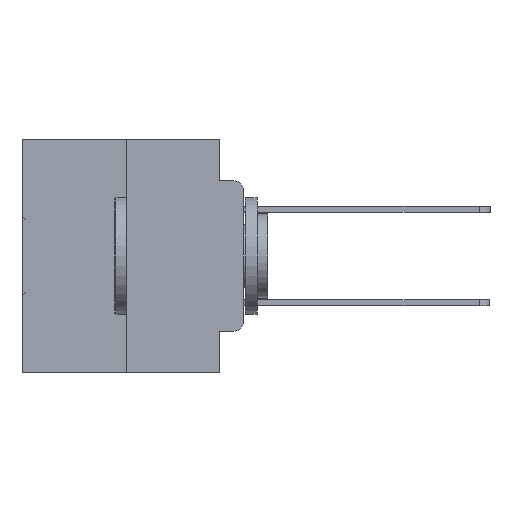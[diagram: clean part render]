
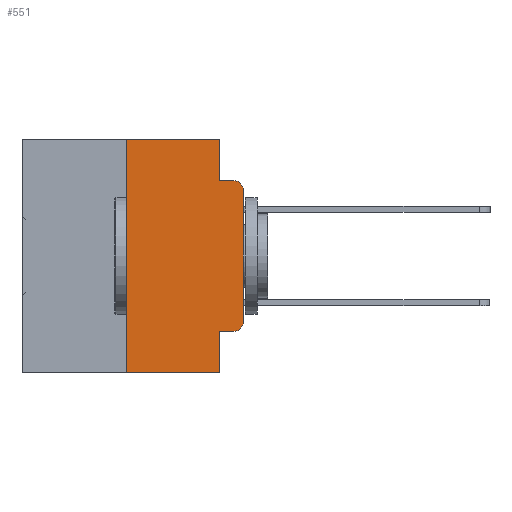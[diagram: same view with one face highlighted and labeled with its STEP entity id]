
A CAD part, left-side view. The second image highlights one B-rep face of the part: STEP entity #551.
In plain terms, the highlighted planar face has unit normal (-1, 0, 0).
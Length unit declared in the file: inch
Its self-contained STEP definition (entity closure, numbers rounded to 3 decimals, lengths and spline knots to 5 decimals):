
#283 = VERTEX_POINT ( 'NONE', #17376 ) ;
#551 = ADVANCED_FACE ( 'NONE', ( #3997 ), #16630, .F. ) ;
#657 = CARTESIAN_POINT ( 'NONE',  ( 0., 0., -0.1085 ) ) ;
#1039 = VECTOR ( 'NONE', #15875, 39.37008 ) ;
#2784 = CARTESIAN_POINT ( 'NONE',  ( 0., 0.051, -0.0885 ) ) ;
#2853 = CIRCLE ( 'NONE', #26592, 0.02 ) ;
#3218 = VERTEX_POINT ( 'NONE', #24846 ) ;
#3399 = DIRECTION ( 'NONE',  ( 0., 0., 1. ) ) ;
#3459 = ORIENTED_EDGE ( 'NONE', *, *, #20282, .T. ) ;
#3534 = CARTESIAN_POINT ( 'NONE',  ( 0., 0.02, -0.4115 ) ) ;
#3997 = FACE_OUTER_BOUND ( 'NONE', #18489, .T. ) ;
#4324 = CARTESIAN_POINT ( 'NONE',  ( 0., 0.02, -0.3915 ) ) ;
#5289 = CARTESIAN_POINT ( 'NONE',  ( 0., 0.051, -0.4115 ) ) ;
#6133 = VECTOR ( 'NONE', #22198, 39.37008 ) ;
#6683 = CARTESIAN_POINT ( 'NONE',  ( 0., 0.473, -0.5 ) ) ;
#6933 = VECTOR ( 'NONE', #33681, 39.37008 ) ;
#6941 = DIRECTION ( 'NONE',  ( 0., 0., -1. ) ) ;
#7805 = EDGE_CURVE ( 'NONE', #19261, #8702, #20250, .T. ) ;
#7957 = ORIENTED_EDGE ( 'NONE', *, *, #13823, .T. ) ;
#8082 = AXIS2_PLACEMENT_3D ( 'NONE', #27592, #11701, #30241 ) ;
#8553 = VECTOR ( 'NONE', #9560, 39.37008 ) ;
#8702 = VERTEX_POINT ( 'NONE', #15174 ) ;
#8749 = VECTOR ( 'NONE', #16090, 39.37008 ) ;
#9560 = DIRECTION ( 'NONE',  ( 0., -1., 0. ) ) ;
#9789 = CARTESIAN_POINT ( 'NONE',  ( 0., 0.25, 0. ) ) ;
#9800 = EDGE_CURVE ( 'NONE', #3218, #283, #24656, .T. ) ;
#10151 = VERTEX_POINT ( 'NONE', #5289 ) ;
#10576 = DIRECTION ( 'NONE',  ( 0., -1., 0. ) ) ;
#10881 = VECTOR ( 'NONE', #10576, 39.37008 ) ;
#11592 = EDGE_CURVE ( 'NONE', #3218, #30138, #21257, .T. ) ;
#11701 = DIRECTION ( 'NONE',  ( -1., 0., 0. ) ) ;
#12935 = ORIENTED_EDGE ( 'NONE', *, *, #18773, .F. ) ;
#13823 = EDGE_CURVE ( 'NONE', #15144, #20182, #21924, .T. ) ;
#13947 = LINE ( 'NONE', #33250, #8553 ) ;
#14235 = ORIENTED_EDGE ( 'NONE', *, *, #22486, .T. ) ;
#15144 = VERTEX_POINT ( 'NONE', #26100 ) ;
#15174 = CARTESIAN_POINT ( 'NONE',  ( 0., 0.051, -0.0885 ) ) ;
#15875 = DIRECTION ( 'NONE',  ( 0., -1., 0. ) ) ;
#16090 = DIRECTION ( 'NONE',  ( 0., 0., -1. ) ) ;
#16630 = PLANE ( 'NONE',  #33323 ) ;
#17137 = ORIENTED_EDGE ( 'NONE', *, *, #9800, .T. ) ;
#17376 = CARTESIAN_POINT ( 'NONE',  ( 0., 0.051, -0.5 ) ) ;
#17592 = VECTOR ( 'NONE', #33029, 39.37008 ) ;
#17978 = LINE ( 'NONE', #2784, #10881 ) ;
#18377 = ORIENTED_EDGE ( 'NONE', *, *, #19387, .F. ) ;
#18489 = EDGE_LOOP ( 'NONE', ( #7957, #3459, #18377, #25415, #12935, #21708, #17137, #31991, #33584, #14235 ) ) ;
#18773 = EDGE_CURVE ( 'NONE', #30138, #19261, #23008, .T. ) ;
#18779 = CARTESIAN_POINT ( 'NONE',  ( 0., 0.051, 0. ) ) ;
#19261 = VERTEX_POINT ( 'NONE', #33451 ) ;
#19387 = EDGE_CURVE ( 'NONE', #8702, #30137, #17978, .T. ) ;
#20182 = VERTEX_POINT ( 'NONE', #657 ) ;
#20239 = VERTEX_POINT ( 'NONE', #3534 ) ;
#20250 = LINE ( 'NONE', #27507, #6133 ) ;
#20282 = EDGE_CURVE ( 'NONE', #20182, #30137, #24156, .T. ) ;
#20415 = CARTESIAN_POINT ( 'NONE',  ( 0., 0.02, -0.0885 ) ) ;
#20430 = VECTOR ( 'NONE', #3399, 39.37008 ) ;
#21257 = LINE ( 'NONE', #32371, #20430 ) ;
#21708 = ORIENTED_EDGE ( 'NONE', *, *, #11592, .F. ) ;
#21924 = LINE ( 'NONE', #31106, #6933 ) ;
#22198 = DIRECTION ( 'NONE',  ( 0., 0., -1. ) ) ;
#22486 = EDGE_CURVE ( 'NONE', #20239, #15144, #2853, .T. ) ;
#22881 = DIRECTION ( 'NONE',  ( -1., 0., 0. ) ) ;
#22891 = LINE ( 'NONE', #18779, #8749 ) ;
#23008 = LINE ( 'NONE', #31681, #1039 ) ;
#23135 = EDGE_CURVE ( 'NONE', #10151, #20239, #13947, .T. ) ;
#24156 = CIRCLE ( 'NONE', #8082, 0.02 ) ;
#24656 = LINE ( 'NONE', #6683, #17592 ) ;
#24846 = CARTESIAN_POINT ( 'NONE',  ( 0., 0.25, -0.5 ) ) ;
#25415 = ORIENTED_EDGE ( 'NONE', *, *, #7805, .F. ) ;
#25660 = CARTESIAN_POINT ( 'NONE',  ( 0., 0.473, 0. ) ) ;
#25987 = EDGE_CURVE ( 'NONE', #10151, #283, #22891, .T. ) ;
#26100 = CARTESIAN_POINT ( 'NONE',  ( 0., 0., -0.3915 ) ) ;
#26592 = AXIS2_PLACEMENT_3D ( 'NONE', #4324, #22881, #6941 ) ;
#27507 = CARTESIAN_POINT ( 'NONE',  ( 0., 0.051, 0. ) ) ;
#27592 = CARTESIAN_POINT ( 'NONE',  ( 0., 0.02, -0.1085 ) ) ;
#30137 = VERTEX_POINT ( 'NONE', #20415 ) ;
#30138 = VERTEX_POINT ( 'NONE', #9789 ) ;
#30241 = DIRECTION ( 'NONE',  ( 0., 0., -1. ) ) ;
#31106 = CARTESIAN_POINT ( 'NONE',  ( 0., 0., 0. ) ) ;
#31681 = CARTESIAN_POINT ( 'NONE',  ( 0., 0.473, 0. ) ) ;
#31991 = ORIENTED_EDGE ( 'NONE', *, *, #25987, .F. ) ;
#32332 = DIRECTION ( 'NONE',  ( 1., 0., 0. ) ) ;
#32371 = CARTESIAN_POINT ( 'NONE',  ( 0., 0.25, 0. ) ) ;
#33029 = DIRECTION ( 'NONE',  ( 0., -1., 0. ) ) ;
#33250 = CARTESIAN_POINT ( 'NONE',  ( 0., 0.051, -0.4115 ) ) ;
#33323 = AXIS2_PLACEMENT_3D ( 'NONE', #25660, #32332, #34076 ) ;
#33451 = CARTESIAN_POINT ( 'NONE',  ( 0., 0.051, 0. ) ) ;
#33584 = ORIENTED_EDGE ( 'NONE', *, *, #23135, .T. ) ;
#33681 = DIRECTION ( 'NONE',  ( 0., 0., 1. ) ) ;
#34076 = DIRECTION ( 'NONE',  ( 0., 0., -1. ) ) ;
